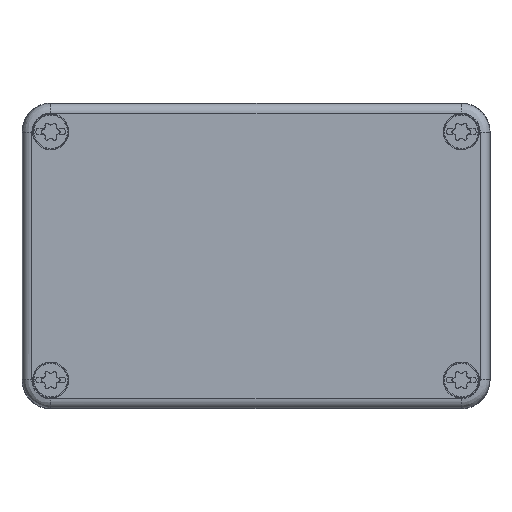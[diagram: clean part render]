
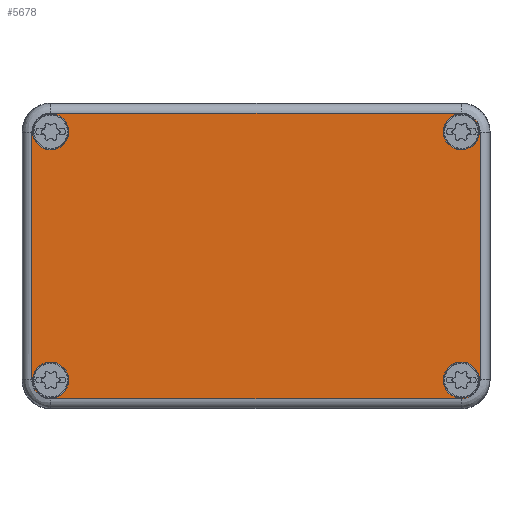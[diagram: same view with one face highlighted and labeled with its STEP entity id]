
A CAD part, top view. The second image highlights one B-rep face of the part: STEP entity #5678.
In plain terms, the highlighted planar face has unit normal (0, 0, 1).
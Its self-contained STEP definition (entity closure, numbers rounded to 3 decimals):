
#5594=AXIS2_PLACEMENT_3D('Plane Axis2P3D',#5591,#5592,#5593) ;
#5608=AXIS2_PLACEMENT_3D('Circle Axis2P3D',#5606,#5607,$) ;
#5617=AXIS2_PLACEMENT_3D('Circle Axis2P3D',#5615,#5616,$) ;
#5626=AXIS2_PLACEMENT_3D('Circle Axis2P3D',#5624,#5625,$) ;
#5635=AXIS2_PLACEMENT_3D('Circle Axis2P3D',#5633,#5634,$) ;
#5644=AXIS2_PLACEMENT_3D('Circle Axis2P3D',#5642,#5643,$) ;
#5653=AXIS2_PLACEMENT_3D('Circle Axis2P3D',#5651,#5652,$) ;
#5662=AXIS2_PLACEMENT_3D('Circle Axis2P3D',#5660,#5661,$) ;
#5671=AXIS2_PLACEMENT_3D('Circle Axis2P3D',#5669,#5670,$) ;
#4455=CARTESIAN_POINT('Vertex',(95.93,6.07,34.)) ;
#4462=CARTESIAN_POINT('Vertex',(95.93,57.93,34.)) ;
#4465=CARTESIAN_POINT('Line Origine',(95.93,32.074,34.)) ;
#4595=CARTESIAN_POINT('Vertex',(91.93,2.07,34.)) ;
#4599=CARTESIAN_POINT('Control Point',(95.93,6.07,34.)) ;
#4600=CARTESIAN_POINT('Control Point',(95.93,5.744,34.)) ;
#4601=CARTESIAN_POINT('Control Point',(95.897,5.418,34.)) ;
#4602=CARTESIAN_POINT('Control Point',(95.831,5.097,34.)) ;
#4603=CARTESIAN_POINT('Control Point',(95.563,4.25,34.)) ;
#4604=CARTESIAN_POINT('Control Point',(95.071,3.498,34.)) ;
#4605=CARTESIAN_POINT('Control Point',(94.68,3.083,34.)) ;
#4606=CARTESIAN_POINT('Control Point',(93.92,2.521,34.)) ;
#4607=CARTESIAN_POINT('Control Point',(93.04,2.2,34.)) ;
#4608=CARTESIAN_POINT('Control Point',(92.675,2.113,34.)) ;
#4609=CARTESIAN_POINT('Control Point',(92.303,2.07,34.)) ;
#4610=CARTESIAN_POINT('Control Point',(91.93,2.07,34.)) ;
#4653=CARTESIAN_POINT('Vertex',(6.07,2.07,34.)) ;
#4656=CARTESIAN_POINT('Line Origine',(49.,2.07,34.)) ;
#4786=CARTESIAN_POINT('Vertex',(2.07,6.07,34.)) ;
#4790=CARTESIAN_POINT('Control Point',(6.07,2.07,34.)) ;
#4791=CARTESIAN_POINT('Control Point',(5.744,2.07,34.)) ;
#4792=CARTESIAN_POINT('Control Point',(5.418,2.103,34.)) ;
#4793=CARTESIAN_POINT('Control Point',(5.097,2.169,34.)) ;
#4794=CARTESIAN_POINT('Control Point',(4.25,2.437,34.)) ;
#4795=CARTESIAN_POINT('Control Point',(3.498,2.929,34.)) ;
#4796=CARTESIAN_POINT('Control Point',(3.083,3.32,34.)) ;
#4797=CARTESIAN_POINT('Control Point',(2.521,4.08,34.)) ;
#4798=CARTESIAN_POINT('Control Point',(2.2,4.96,34.)) ;
#4799=CARTESIAN_POINT('Control Point',(2.113,5.325,34.)) ;
#4800=CARTESIAN_POINT('Control Point',(2.07,5.697,34.)) ;
#4801=CARTESIAN_POINT('Control Point',(2.07,6.07,34.)) ;
#4844=CARTESIAN_POINT('Vertex',(2.07,57.93,34.)) ;
#4847=CARTESIAN_POINT('Line Origine',(2.07,32.074,34.)) ;
#4977=CARTESIAN_POINT('Vertex',(6.07,61.93,34.)) ;
#4981=CARTESIAN_POINT('Control Point',(2.07,57.93,34.)) ;
#4982=CARTESIAN_POINT('Control Point',(2.07,58.256,34.)) ;
#4983=CARTESIAN_POINT('Control Point',(2.103,58.582,34.)) ;
#4984=CARTESIAN_POINT('Control Point',(2.169,58.903,34.)) ;
#4985=CARTESIAN_POINT('Control Point',(2.437,59.75,34.)) ;
#4986=CARTESIAN_POINT('Control Point',(2.929,60.502,34.)) ;
#4987=CARTESIAN_POINT('Control Point',(3.32,60.917,34.)) ;
#4988=CARTESIAN_POINT('Control Point',(4.08,61.479,34.)) ;
#4989=CARTESIAN_POINT('Control Point',(4.96,61.8,34.)) ;
#4990=CARTESIAN_POINT('Control Point',(5.325,61.887,34.)) ;
#4991=CARTESIAN_POINT('Control Point',(5.697,61.93,34.)) ;
#4992=CARTESIAN_POINT('Control Point',(6.07,61.93,34.)) ;
#5035=CARTESIAN_POINT('Vertex',(91.93,61.93,34.)) ;
#5038=CARTESIAN_POINT('Line Origine',(49.,61.93,34.)) ;
#5155=CARTESIAN_POINT('Control Point',(91.93,61.93,34.)) ;
#5156=CARTESIAN_POINT('Control Point',(92.256,61.93,34.)) ;
#5157=CARTESIAN_POINT('Control Point',(92.582,61.897,34.)) ;
#5158=CARTESIAN_POINT('Control Point',(92.903,61.831,34.)) ;
#5159=CARTESIAN_POINT('Control Point',(93.75,61.563,34.)) ;
#5160=CARTESIAN_POINT('Control Point',(94.502,61.071,34.)) ;
#5161=CARTESIAN_POINT('Control Point',(94.917,60.68,34.)) ;
#5162=CARTESIAN_POINT('Control Point',(95.479,59.92,34.)) ;
#5163=CARTESIAN_POINT('Control Point',(95.8,59.04,34.)) ;
#5164=CARTESIAN_POINT('Control Point',(95.887,58.675,34.)) ;
#5165=CARTESIAN_POINT('Control Point',(95.93,58.303,34.)) ;
#5166=CARTESIAN_POINT('Control Point',(95.93,57.93,34.)) ;
#5591=CARTESIAN_POINT('Axis2P3D Location',(49.,32.,34.)) ;
#5606=CARTESIAN_POINT('Axis2P3D Location',(92.,58.,34.)) ;
#5610=CARTESIAN_POINT('Vertex',(90.187,54.682,34.)) ;
#5612=CARTESIAN_POINT('Vertex',(93.813,61.318,34.)) ;
#5615=CARTESIAN_POINT('Axis2P3D Location',(92.,58.,34.)) ;
#5624=CARTESIAN_POINT('Axis2P3D Location',(92.,6.,34.)) ;
#5628=CARTESIAN_POINT('Vertex',(93.813,9.318,34.)) ;
#5630=CARTESIAN_POINT('Vertex',(90.187,2.682,34.)) ;
#5633=CARTESIAN_POINT('Axis2P3D Location',(92.,6.,34.)) ;
#5642=CARTESIAN_POINT('Axis2P3D Location',(6.,58.,34.)) ;
#5646=CARTESIAN_POINT('Vertex',(7.813,61.318,34.)) ;
#5648=CARTESIAN_POINT('Vertex',(4.187,54.682,34.)) ;
#5651=CARTESIAN_POINT('Axis2P3D Location',(6.,58.,34.)) ;
#5660=CARTESIAN_POINT('Axis2P3D Location',(6.,6.,34.)) ;
#5664=CARTESIAN_POINT('Vertex',(7.813,9.318,34.)) ;
#5666=CARTESIAN_POINT('Vertex',(4.187,2.682,34.)) ;
#5669=CARTESIAN_POINT('Axis2P3D Location',(6.,6.,34.)) ;
#4466=DIRECTION('Vector Direction',(0.,-1.,0.)) ;
#4657=DIRECTION('Vector Direction',(1.,0.,0.)) ;
#4848=DIRECTION('Vector Direction',(0.,-1.,0.)) ;
#5039=DIRECTION('Vector Direction',(1.,0.,0.)) ;
#5592=DIRECTION('Axis2P3D Direction',(0.,-0.,1.)) ;
#5593=DIRECTION('Axis2P3D XDirection',(1.,0.,0.)) ;
#5607=DIRECTION('Axis2P3D Direction',(0.,-0.,1.)) ;
#5616=DIRECTION('Axis2P3D Direction',(0.,-0.,1.)) ;
#5625=DIRECTION('Axis2P3D Direction',(0.,-0.,1.)) ;
#5634=DIRECTION('Axis2P3D Direction',(0.,-0.,1.)) ;
#5643=DIRECTION('Axis2P3D Direction',(0.,-0.,1.)) ;
#5652=DIRECTION('Axis2P3D Direction',(0.,-0.,1.)) ;
#5661=DIRECTION('Axis2P3D Direction',(0.,-0.,1.)) ;
#5670=DIRECTION('Axis2P3D Direction',(0.,-0.,1.)) ;
#4467=VECTOR('Line Direction',#4466,1.) ;
#4658=VECTOR('Line Direction',#4657,1.) ;
#4849=VECTOR('Line Direction',#4848,1.) ;
#5040=VECTOR('Line Direction',#5039,1.) ;
#5597=ORIENTED_EDGE('',*,*,#4851,.T.) ;
#5598=ORIENTED_EDGE('',*,*,#4802,.T.) ;
#5599=ORIENTED_EDGE('',*,*,#4660,.T.) ;
#5600=ORIENTED_EDGE('',*,*,#4611,.T.) ;
#5601=ORIENTED_EDGE('',*,*,#4469,.T.) ;
#5602=ORIENTED_EDGE('',*,*,#5167,.T.) ;
#5603=ORIENTED_EDGE('',*,*,#5042,.T.) ;
#5604=ORIENTED_EDGE('',*,*,#4993,.T.) ;
#5621=ORIENTED_EDGE('',*,*,#5614,.T.) ;
#5622=ORIENTED_EDGE('',*,*,#5619,.T.) ;
#5639=ORIENTED_EDGE('',*,*,#5632,.T.) ;
#5640=ORIENTED_EDGE('',*,*,#5637,.T.) ;
#5657=ORIENTED_EDGE('',*,*,#5650,.T.) ;
#5658=ORIENTED_EDGE('',*,*,#5655,.T.) ;
#5675=ORIENTED_EDGE('',*,*,#5668,.T.) ;
#5676=ORIENTED_EDGE('',*,*,#5673,.T.) ;
#5623=FACE_BOUND('',#5620,.T.) ;
#5641=FACE_BOUND('',#5638,.T.) ;
#5659=FACE_BOUND('',#5656,.T.) ;
#5677=FACE_BOUND('',#5674,.T.) ;
#5678=ADVANCED_FACE('Cover',(#5605,#5623,#5641,#5659,#5677),#5595,.T.) ;
#4598=B_SPLINE_CURVE_WITH_KNOTS('',5,(#4599,#4600,#4601,#4602,#4603,#4604,#4605,#4606,#4607,#4608,#4609,#4610),.UNSPECIFIED.,.F.,.U.,(6,3,3,6),(16.995,19.929,24.967,28.321),.UNSPECIFIED.) ;
#4789=B_SPLINE_CURVE_WITH_KNOTS('',5,(#4790,#4791,#4792,#4793,#4794,#4795,#4796,#4797,#4798,#4799,#4800,#4801),.UNSPECIFIED.,.F.,.U.,(6,3,3,6),(16.995,19.929,24.967,28.321),.UNSPECIFIED.) ;
#4980=B_SPLINE_CURVE_WITH_KNOTS('',5,(#4981,#4982,#4983,#4984,#4985,#4986,#4987,#4988,#4989,#4990,#4991,#4992),.UNSPECIFIED.,.F.,.U.,(6,3,3,6),(16.995,19.929,24.967,28.321),.UNSPECIFIED.) ;
#5154=B_SPLINE_CURVE_WITH_KNOTS('',5,(#5155,#5156,#5157,#5158,#5159,#5160,#5161,#5162,#5163,#5164,#5165,#5166),.UNSPECIFIED.,.F.,.U.,(6,3,3,6),(16.995,19.929,24.967,28.321),.UNSPECIFIED.) ;
#5609=CIRCLE('generated circle',#5608,3.781) ;
#5618=CIRCLE('generated circle',#5617,3.781) ;
#5627=CIRCLE('generated circle',#5626,3.781) ;
#5636=CIRCLE('generated circle',#5635,3.781) ;
#5645=CIRCLE('generated circle',#5644,3.781) ;
#5654=CIRCLE('generated circle',#5653,3.781) ;
#5663=CIRCLE('generated circle',#5662,3.781) ;
#5672=CIRCLE('generated circle',#5671,3.781) ;
#4469=EDGE_CURVE('',#4456,#4463,#4468,.F.) ;
#4611=EDGE_CURVE('',#4596,#4456,#4598,.F.) ;
#4660=EDGE_CURVE('',#4654,#4596,#4659,.T.) ;
#4802=EDGE_CURVE('',#4787,#4654,#4789,.F.) ;
#4851=EDGE_CURVE('',#4845,#4787,#4850,.T.) ;
#4993=EDGE_CURVE('',#4978,#4845,#4980,.F.) ;
#5042=EDGE_CURVE('',#5036,#4978,#5041,.F.) ;
#5167=EDGE_CURVE('',#4463,#5036,#5154,.F.) ;
#5614=EDGE_CURVE('',#5611,#5613,#5609,.F.) ;
#5619=EDGE_CURVE('',#5613,#5611,#5618,.F.) ;
#5632=EDGE_CURVE('',#5629,#5631,#5627,.F.) ;
#5637=EDGE_CURVE('',#5631,#5629,#5636,.F.) ;
#5650=EDGE_CURVE('',#5647,#5649,#5645,.F.) ;
#5655=EDGE_CURVE('',#5649,#5647,#5654,.F.) ;
#5668=EDGE_CURVE('',#5665,#5667,#5663,.F.) ;
#5673=EDGE_CURVE('',#5667,#5665,#5672,.F.) ;
#5596=EDGE_LOOP('',(#5597,#5598,#5599,#5600,#5601,#5602,#5603,#5604)) ;
#5620=EDGE_LOOP('',(#5621,#5622)) ;
#5638=EDGE_LOOP('',(#5639,#5640)) ;
#5656=EDGE_LOOP('',(#5657,#5658)) ;
#5674=EDGE_LOOP('',(#5675,#5676)) ;
#5605=FACE_OUTER_BOUND('',#5596,.T.) ;
#4468=LINE('Line',#4465,#4467) ;
#4659=LINE('Line',#4656,#4658) ;
#4850=LINE('Line',#4847,#4849) ;
#5041=LINE('Line',#5038,#5040) ;
#5595=PLANE('',#5594) ;
#4456=VERTEX_POINT('',#4455) ;
#4463=VERTEX_POINT('',#4462) ;
#4596=VERTEX_POINT('',#4595) ;
#4654=VERTEX_POINT('',#4653) ;
#4787=VERTEX_POINT('',#4786) ;
#4845=VERTEX_POINT('',#4844) ;
#4978=VERTEX_POINT('',#4977) ;
#5036=VERTEX_POINT('',#5035) ;
#5611=VERTEX_POINT('',#5610) ;
#5613=VERTEX_POINT('',#5612) ;
#5629=VERTEX_POINT('',#5628) ;
#5631=VERTEX_POINT('',#5630) ;
#5647=VERTEX_POINT('',#5646) ;
#5649=VERTEX_POINT('',#5648) ;
#5665=VERTEX_POINT('',#5664) ;
#5667=VERTEX_POINT('',#5666) ;
